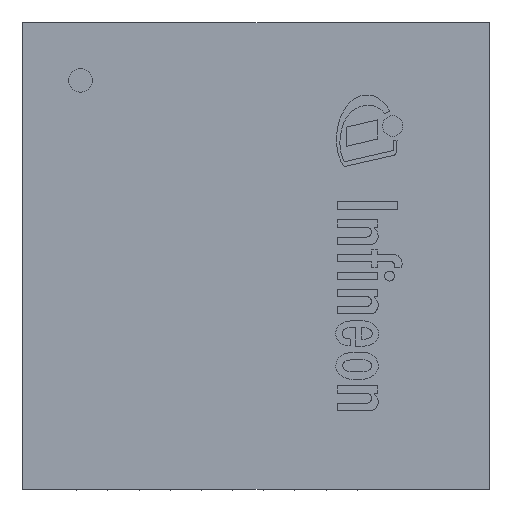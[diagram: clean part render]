
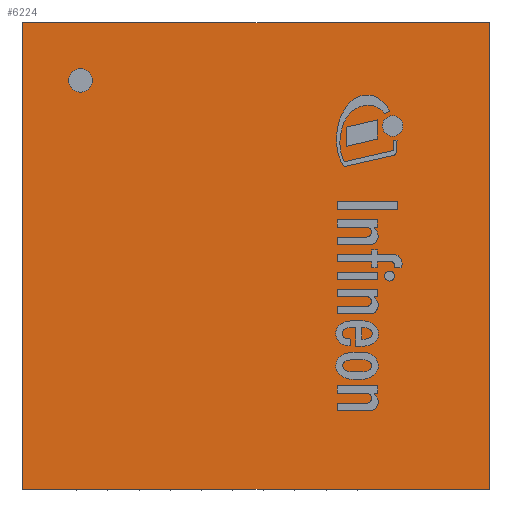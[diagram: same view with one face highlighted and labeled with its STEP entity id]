
A CAD part, top view. The second image highlights one B-rep face of the part: STEP entity #6224.
In plain terms, the highlighted planar face has unit normal (0, 0, 1).
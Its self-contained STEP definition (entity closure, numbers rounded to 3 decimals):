
#200=LINE('',#8972,#928);
#204=LINE('',#8979,#932);
#207=LINE('',#8985,#935);
#209=LINE('',#8988,#937);
#928=VECTOR('',#7223,1000.);
#932=VECTOR('',#7229,1000.);
#935=VECTOR('',#7234,1000.);
#937=VECTOR('',#7238,1000.);
#1658=PLANE('',#6709);
#2002=FACE_BOUND('',#2436,.T.);
#2015=FACE_OUTER_BOUND('',#2435,.T.);
#2435=EDGE_LOOP('',(#4439,#4440,#4441,#4442));
#2436=EDGE_LOOP('',(#4443));
#2858=CIRCLE('',#6704,0.15);
#2966=VERTEX_POINT('',#8963);
#2969=VERTEX_POINT('',#8969);
#2970=VERTEX_POINT('',#8971);
#2972=VERTEX_POINT('',#8977);
#2974=VERTEX_POINT('',#8983);
#3550=EDGE_CURVE('',#2966,#2966,#2858,.T.);
#3553=EDGE_CURVE('',#2970,#2969,#200,.T.);
#3557=EDGE_CURVE('',#2969,#2972,#204,.T.);
#3560=EDGE_CURVE('',#2972,#2974,#207,.T.);
#3562=EDGE_CURVE('',#2974,#2970,#209,.T.);
#4439=ORIENTED_EDGE('',*,*,#3553,.T.);
#4440=ORIENTED_EDGE('',*,*,#3557,.T.);
#4441=ORIENTED_EDGE('',*,*,#3560,.T.);
#4442=ORIENTED_EDGE('',*,*,#3562,.T.);
#4443=ORIENTED_EDGE('',*,*,#3550,.F.);
#6224=ADVANCED_FACE('',(#2015,#2002),#1658,.T.);
#6704=AXIS2_PLACEMENT_3D('',#8964,#7217,#7218);
#6709=AXIS2_PLACEMENT_3D('',#8989,#7239,#7240);
#7217=DIRECTION('center_axis',(0.,0.,1.));
#7218=DIRECTION('ref_axis',(0.,-1.,0.));
#7223=DIRECTION('',(1.,0.,0.));
#7229=DIRECTION('',(0.,1.,0.));
#7234=DIRECTION('',(-1.,0.,0.));
#7238=DIRECTION('',(0.,-1.,0.));
#7239=DIRECTION('center_axis',(0.,0.,1.));
#7240=DIRECTION('ref_axis',(0.,-1.,0.));
#8963=CARTESIAN_POINT('',(-2.25,2.1,0.9));
#8964=CARTESIAN_POINT('Origin',(-2.25,2.25,0.9));
#8969=CARTESIAN_POINT('',(2.99,-2.99,0.9));
#8971=CARTESIAN_POINT('',(-2.99,-2.99,0.9));
#8972=CARTESIAN_POINT('',(2.99,-2.99,0.9));
#8977=CARTESIAN_POINT('',(2.99,2.99,0.9));
#8979=CARTESIAN_POINT('',(2.99,2.99,0.9));
#8983=CARTESIAN_POINT('',(-2.99,2.99,0.9));
#8985=CARTESIAN_POINT('',(2.99,2.99,0.9));
#8988=CARTESIAN_POINT('',(-2.99,2.99,0.9));
#8989=CARTESIAN_POINT('Origin',(0.,0.,0.9));
